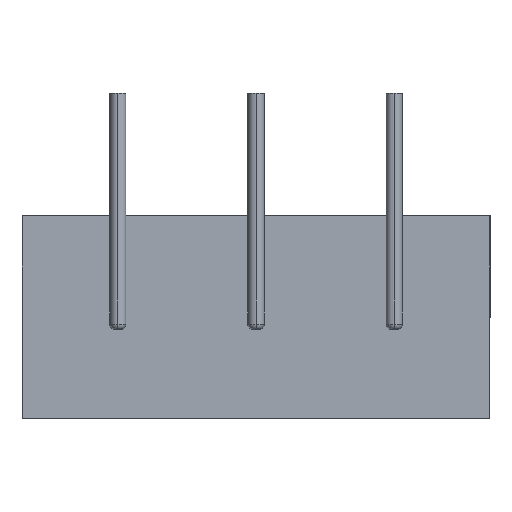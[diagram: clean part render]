
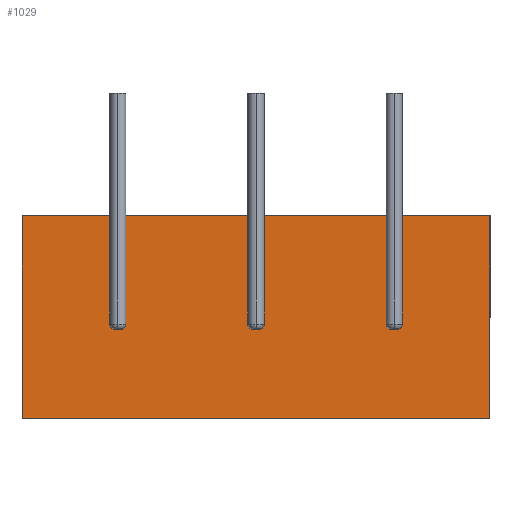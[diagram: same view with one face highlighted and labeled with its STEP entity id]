
A CAD part, top view. The second image highlights one B-rep face of the part: STEP entity #1029.
In plain terms, the highlighted planar face has unit normal (0, 0, 1).
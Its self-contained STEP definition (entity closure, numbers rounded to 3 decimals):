
#27 = EDGE_CURVE ( 'NONE', #1384, #766, #1084, .T. ) ;
#30 = CARTESIAN_POINT ( 'NONE',  ( 0., 0., 3.6 ) ) ;
#57 = CARTESIAN_POINT ( 'NONE',  ( 4.3, -1.86, 3.6 ) ) ;
#132 = CARTESIAN_POINT ( 'NONE',  ( -4.3, 1.86, 3.6 ) ) ;
#156 = DIRECTION ( 'NONE',  ( -1., 0., 0. ) ) ;
#191 = DIRECTION ( 'NONE',  ( 1., 0., 0. ) ) ;
#197 = VECTOR ( 'NONE', #156, 1000. ) ;
#202 = VECTOR ( 'NONE', #547, 1000. ) ;
#215 = CARTESIAN_POINT ( 'NONE',  ( -4.3, -1.86, 3.6 ) ) ;
#238 = DIRECTION ( 'NONE',  ( 0., 1., 0. ) ) ;
#289 = CARTESIAN_POINT ( 'NONE',  ( -4.3, 1.86, 3.6 ) ) ;
#301 = LINE ( 'NONE', #1631, #1104 ) ;
#359 = AXIS2_PLACEMENT_3D ( 'NONE', #30, #1162, #191 ) ;
#445 = ORIENTED_EDGE ( 'NONE', *, *, #1424, .T. ) ;
#505 = EDGE_CURVE ( 'NONE', #622, #1384, #1058, .T. ) ;
#522 = CARTESIAN_POINT ( 'NONE',  ( -4.3, -1.86, 3.6 ) ) ;
#547 = DIRECTION ( 'NONE',  ( 1., 0., 0. ) ) ;
#622 = VERTEX_POINT ( 'NONE', #1545 ) ;
#757 = FACE_OUTER_BOUND ( 'NONE', #1716, .T. ) ;
#766 = VERTEX_POINT ( 'NONE', #522 ) ;
#838 = VERTEX_POINT ( 'NONE', #57 ) ;
#950 = ORIENTED_EDGE ( 'NONE', *, *, #27, .T. ) ;
#1029 = ADVANCED_FACE ( 'NONE', ( #757 ), #1122, .T. ) ;
#1058 = LINE ( 'NONE', #289, #197 ) ;
#1063 = LINE ( 'NONE', #215, #202 ) ;
#1084 = LINE ( 'NONE', #1164, #1513 ) ;
#1104 = VECTOR ( 'NONE', #238, 1000. ) ;
#1122 = PLANE ( 'NONE',  #359 ) ;
#1162 = DIRECTION ( 'NONE',  ( 0., 0., 1. ) ) ;
#1164 = CARTESIAN_POINT ( 'NONE',  ( -4.3, 1.86, 3.6 ) ) ;
#1384 = VERTEX_POINT ( 'NONE', #132 ) ;
#1413 = ORIENTED_EDGE ( 'NONE', *, *, #1678, .T. ) ;
#1424 = EDGE_CURVE ( 'NONE', #766, #838, #1063, .T. ) ;
#1513 = VECTOR ( 'NONE', #1705, 1000. ) ;
#1545 = CARTESIAN_POINT ( 'NONE',  ( 4.3, 1.86, 3.6 ) ) ;
#1631 = CARTESIAN_POINT ( 'NONE',  ( 4.3, 1.86, 3.6 ) ) ;
#1678 = EDGE_CURVE ( 'NONE', #838, #622, #301, .T. ) ;
#1705 = DIRECTION ( 'NONE',  ( 0., -1., 0. ) ) ;
#1716 = EDGE_LOOP ( 'NONE', ( #1413, #1797, #950, #445 ) ) ;
#1797 = ORIENTED_EDGE ( 'NONE', *, *, #505, .T. ) ;
